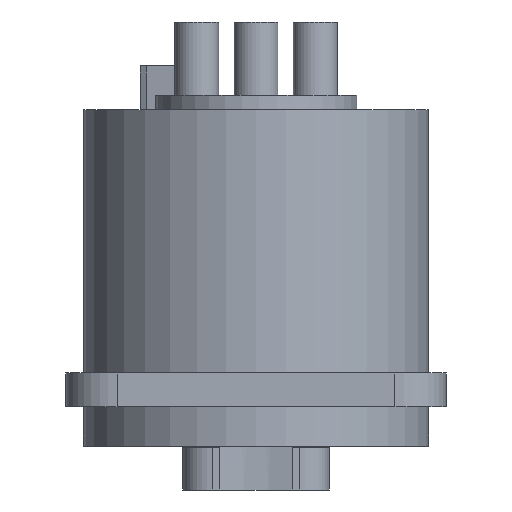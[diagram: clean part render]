
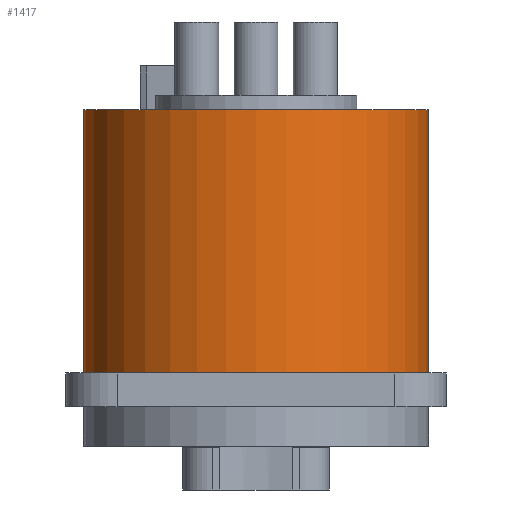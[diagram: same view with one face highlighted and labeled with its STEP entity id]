
A CAD part, front view. The second image highlights one B-rep face of the part: STEP entity #1417.
In plain terms, the highlighted cylindrical face has radius 11.8 mm (diameter 23.6 mm), a partial arc.
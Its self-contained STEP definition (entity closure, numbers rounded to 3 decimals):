
#161=CARTESIAN_POINT('',(0.,0.,2.3));
#162=DIRECTION('',(0.,0.,-1.));
#163=DIRECTION('',(1.,0.,0.));
#164=AXIS2_PLACEMENT_3D('',#161,#162,#163);
#218=DIRECTION('',(0.,0.,-1.));
#219=VECTOR('',#218,18.);
#220=CARTESIAN_POINT('',(-11.8,0.,20.3));
#221=LINE('',#220,#219);
#234=DIRECTION('',(0.,0.,-1.));
#235=VECTOR('',#234,18.);
#236=CARTESIAN_POINT('',(11.8,0.,20.3));
#237=LINE('',#236,#235);
#571=CARTESIAN_POINT('',(0.,0.,20.3));
#572=DIRECTION('',(0.,0.,-1.));
#573=DIRECTION('',(1.,0.,0.));
#574=AXIS2_PLACEMENT_3D('',#571,#572,#573);
#854=CARTESIAN_POINT('',(-11.8,0.,20.3));
#855=CARTESIAN_POINT('',(11.8,0.,20.3));
#856=VERTEX_POINT('',#854);
#857=VERTEX_POINT('',#855);
#866=CARTESIAN_POINT('',(-11.8,0.,2.3));
#867=VERTEX_POINT('',#866);
#868=CARTESIAN_POINT('',(11.8,0.,2.3));
#869=VERTEX_POINT('',#868);
#1405=CARTESIAN_POINT('',(0.,0.,20.3));
#1406=DIRECTION('',(0.,0.,-1.));
#1407=DIRECTION('',(-1.,0.,0.));
#1408=AXIS2_PLACEMENT_3D('',#1405,#1406,#1407);
#1409=CYLINDRICAL_SURFACE('',#1408,11.8);
#1410=ORIENTED_EDGE('',*,*,#1359,.F.);
#1412=ORIENTED_EDGE('',*,*,#1411,.F.);
#1413=ORIENTED_EDGE('',*,*,#1362,.T.);
#1414=ORIENTED_EDGE('',*,*,#1241,.T.);
#1415=EDGE_LOOP('',(#1410,#1412,#1413,#1414));
#1416=FACE_OUTER_BOUND('',#1415,.F.);
#1417=ADVANCED_FACE('',(#1416),#1409,.T.);
#165=CIRCLE('',#164,11.8);
#575=CIRCLE('',#574,11.8);
#1241=EDGE_CURVE('',#869,#867,#165,.T.);
#1359=EDGE_CURVE('',#856,#867,#221,.T.);
#1362=EDGE_CURVE('',#857,#869,#237,.T.);
#1411=EDGE_CURVE('',#857,#856,#575,.T.);
